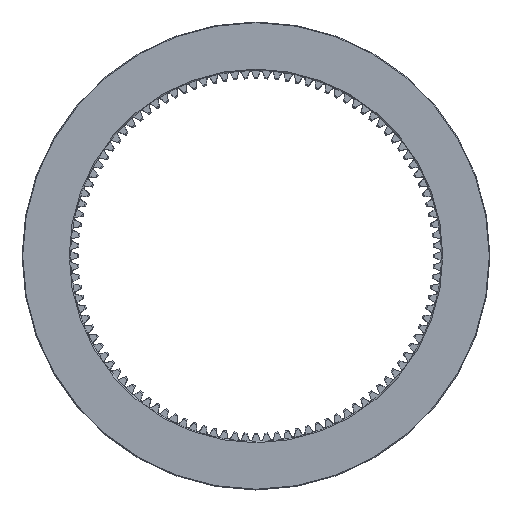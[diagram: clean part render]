
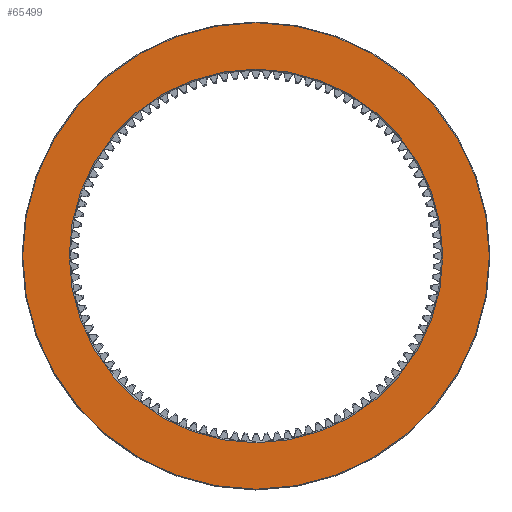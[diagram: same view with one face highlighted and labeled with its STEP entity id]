
A CAD part, top view. The second image highlights one B-rep face of the part: STEP entity #65499.
In plain terms, the highlighted planar face has unit normal (0, 0, 1).
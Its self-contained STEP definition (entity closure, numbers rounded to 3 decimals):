
#6651 = AXIS2_PLACEMENT_3D ( 'NONE', #38221, #37261, #63616 ) ;
#10067 = EDGE_LOOP ( 'NONE', ( #26133 ) ) ;
#12715 = VERTEX_POINT ( 'NONE', #28731 ) ;
#15920 = DIRECTION ( 'NONE',  ( 0., 0., 1. ) ) ;
#26133 = ORIENTED_EDGE ( 'NONE', *, *, #70596, .F. ) ;
#26225 = DIRECTION ( 'NONE',  ( 1., 0., 0. ) ) ;
#27245 = EDGE_LOOP ( 'NONE', ( #37927 ) ) ;
#27615 = AXIS2_PLACEMENT_3D ( 'NONE', #42786, #15920, #26225 ) ;
#28731 = CARTESIAN_POINT ( 'NONE',  ( 279., 0., 30.5 ) ) ;
#37183 = DIRECTION ( 'NONE',  ( 1., 0., 0. ) ) ;
#37261 = DIRECTION ( 'NONE',  ( 0., 0., 1. ) ) ;
#37927 = ORIENTED_EDGE ( 'NONE', *, *, #50809, .T. ) ;
#38221 = CARTESIAN_POINT ( 'NONE',  ( 0., 0., 30.5 ) ) ;
#39461 = AXIS2_PLACEMENT_3D ( 'NONE', #70003, #49951, #37183 ) ;
#39487 = FACE_BOUND ( 'NONE', #10067, .T. ) ;
#40237 = CIRCLE ( 'NONE', #27615, 279. ) ;
#41194 = FACE_OUTER_BOUND ( 'NONE', #27245, .T. ) ;
#42786 = CARTESIAN_POINT ( 'NONE',  ( 0., 0., 30.5 ) ) ;
#49951 = DIRECTION ( 'NONE',  ( 0., 0., 1. ) ) ;
#50809 = EDGE_CURVE ( 'NONE', #71043, #71043, #58305, .T. ) ;
#54958 = PLANE ( 'NONE',  #39461 ) ;
#58305 = CIRCLE ( 'NONE', #6651, 348.5 ) ;
#63616 = DIRECTION ( 'NONE',  ( 1., 0., 0. ) ) ;
#65403 = CARTESIAN_POINT ( 'NONE',  ( 348.5, 0., 30.5 ) ) ;
#65499 = ADVANCED_FACE ( 'NONE', ( #41194, #39487 ), #54958, .T. ) ;
#70003 = CARTESIAN_POINT ( 'NONE',  ( 0., 0., 30.5 ) ) ;
#70596 = EDGE_CURVE ( 'NONE', #12715, #12715, #40237, .T. ) ;
#71043 = VERTEX_POINT ( 'NONE', #65403 ) ;
